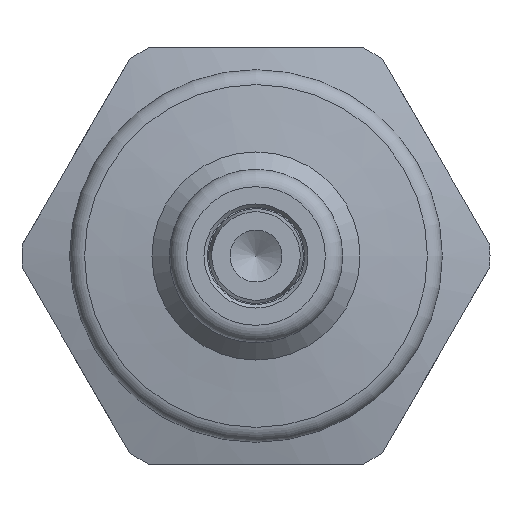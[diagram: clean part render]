
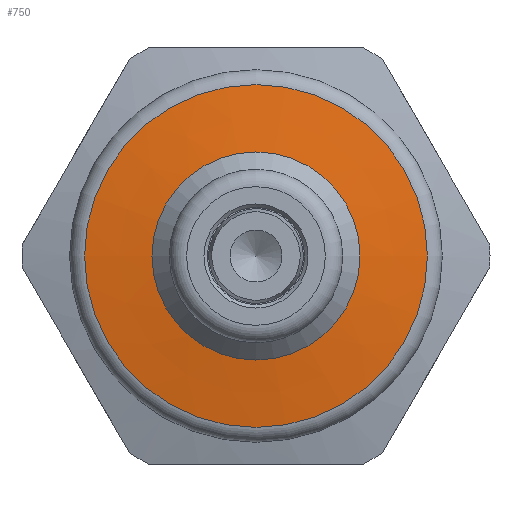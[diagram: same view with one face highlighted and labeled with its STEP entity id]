
A CAD part, left-side view. The second image highlights one B-rep face of the part: STEP entity #750.
In plain terms, the highlighted conical face has half-angle 82 degrees and reference radius 8.375 mm.
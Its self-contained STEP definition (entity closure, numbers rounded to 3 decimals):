
#33=CONICAL_SURFACE('',#843,8.375,1.431);
#55=LINE('',#1224,#85);
#85=VECTOR('',#995,8.375);
#189=FACE_OUTER_BOUND('',#237,.T.);
#237=EDGE_LOOP('',(#562,#563,#564,#565,#566));
#281=CIRCLE('',#815,6.);
#301=CIRCLE('',#844,9.889);
#302=CIRCLE('',#845,9.889);
#340=VERTEX_POINT('',#1169);
#357=VERTEX_POINT('',#1221);
#358=VERTEX_POINT('',#1222);
#408=EDGE_CURVE('',#340,#340,#281,.T.);
#434=EDGE_CURVE('',#357,#358,#301,.T.);
#435=EDGE_CURVE('',#357,#340,#55,.T.);
#436=EDGE_CURVE('',#358,#357,#302,.T.);
#562=ORIENTED_EDGE('',*,*,#434,.F.);
#563=ORIENTED_EDGE('',*,*,#435,.T.);
#564=ORIENTED_EDGE('',*,*,#408,.T.);
#565=ORIENTED_EDGE('',*,*,#435,.F.);
#566=ORIENTED_EDGE('',*,*,#436,.F.);
#750=ADVANCED_FACE('',(#189),#33,.T.);
#815=AXIS2_PLACEMENT_3D('',#1170,#929,#930);
#843=AXIS2_PLACEMENT_3D('',#1220,#991,#992);
#844=AXIS2_PLACEMENT_3D('',#1223,#993,#994);
#845=AXIS2_PLACEMENT_3D('',#1225,#996,#997);
#929=DIRECTION('center_axis',(1.,0.,0.));
#930=DIRECTION('ref_axis',(0.,1.,0.));
#991=DIRECTION('center_axis',(1.,0.,0.));
#992=DIRECTION('ref_axis',(0.,1.,0.));
#993=DIRECTION('center_axis',(1.,0.,0.));
#994=DIRECTION('ref_axis',(0.,-1.,0.));
#995=DIRECTION('',(-0.139,0.99,0.));
#996=DIRECTION('center_axis',(1.,0.,0.));
#997=DIRECTION('ref_axis',(0.,-1.,0.));
#1169=CARTESIAN_POINT('',(20.,-6.,0.));
#1170=CARTESIAN_POINT('Origin',(20.,0.,0.));
#1220=CARTESIAN_POINT('Origin',(20.334,0.,0.));
#1221=CARTESIAN_POINT('',(20.547,-9.889,0.));
#1222=CARTESIAN_POINT('',(20.547,0.,9.889));
#1223=CARTESIAN_POINT('Origin',(20.547,0.,0.));
#1224=CARTESIAN_POINT('',(20.334,-8.375,0.));
#1225=CARTESIAN_POINT('Origin',(20.547,0.,0.));
